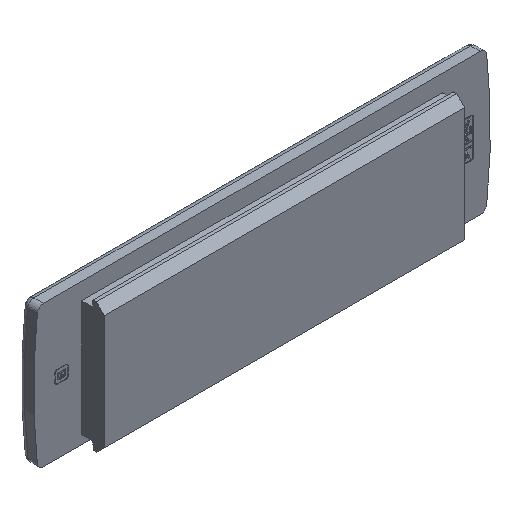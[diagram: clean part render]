
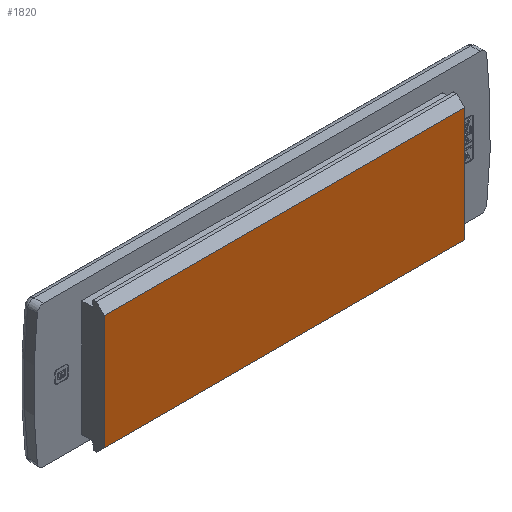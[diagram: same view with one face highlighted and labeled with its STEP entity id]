
A CAD part, isometric view. The second image highlights one B-rep face of the part: STEP entity #1820.
In plain terms, the highlighted planar face has unit normal (0, -1, 0).
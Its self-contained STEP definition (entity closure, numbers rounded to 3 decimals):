
#1070=FACE_OUTER_BOUND('',#3194,.T.);
#1820=ADVANCED_FACE('KES_ECO_T1',(#1070),#2432,.F.);
#2432=PLANE('',#13896);
#3194=EDGE_LOOP('',(#7300,#7301,#7302,#7303));
#3896=LINE('',#27030,#5255);
#3897=LINE('',#27033,#5256);
#3898=LINE('',#27035,#5257);
#3899=LINE('',#27037,#5258);
#5255=VECTOR('',#14542,1.);
#5256=VECTOR('',#14543,1.);
#5257=VECTOR('',#14544,1.);
#5258=VECTOR('',#14545,1.);
#7300=ORIENTED_EDGE('',*,*,#12222,.F.);
#7301=ORIENTED_EDGE('',*,*,#12223,.T.);
#7302=ORIENTED_EDGE('',*,*,#12224,.T.);
#7303=ORIENTED_EDGE('',*,*,#12225,.T.);
#10790=VERTEX_POINT('',#27031);
#10791=VERTEX_POINT('',#27032);
#10792=VERTEX_POINT('',#27034);
#10793=VERTEX_POINT('',#27036);
#12222=EDGE_CURVE('',#10790,#10791,#3896,.T.);
#12223=EDGE_CURVE('',#10790,#10792,#3897,.T.);
#12224=EDGE_CURVE('',#10792,#10793,#3898,.T.);
#12225=EDGE_CURVE('',#10793,#10791,#3899,.T.);
#13896=AXIS2_PLACEMENT_3D('',#27038,#14546,#14547);
#14542=DIRECTION('',(0.,0.,1.));
#14543=DIRECTION('',(1.,0.,0.));
#14544=DIRECTION('',(0.,0.,1.));
#14545=DIRECTION('',(-1.,0.,0.));
#14546=DIRECTION('',(0.,1.,0.));
#14547=DIRECTION('',(0.,0.,-1.));
#27030=CARTESIAN_POINT('',(-56.,0.,-21.987));
#27031=CARTESIAN_POINT('',(-56.,0.,-19.354));
#27032=CARTESIAN_POINT('',(-56.,0.,16.25));
#27033=CARTESIAN_POINT('',(56.,0.,-19.354));
#27034=CARTESIAN_POINT('',(56.,0.,-19.354));
#27035=CARTESIAN_POINT('',(56.,0.,-21.987));
#27036=CARTESIAN_POINT('',(56.,0.,16.25));
#27037=CARTESIAN_POINT('',(-56.,0.,16.25));
#27038=CARTESIAN_POINT('',(-55.75,0.,-17.75));
